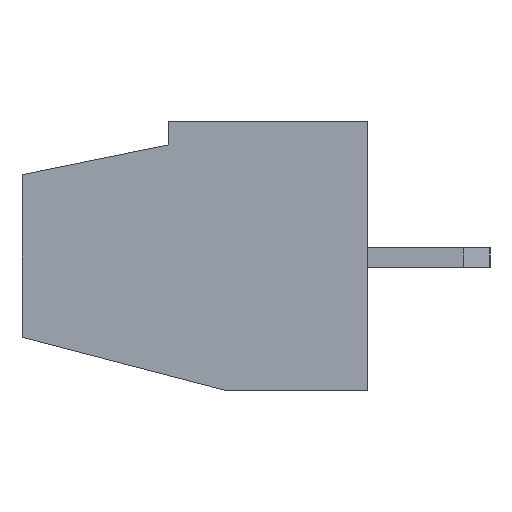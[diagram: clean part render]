
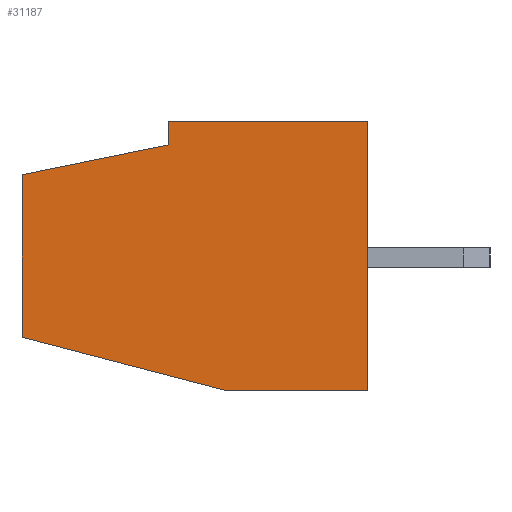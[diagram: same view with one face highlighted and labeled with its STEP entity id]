
A CAD part, left-side view. The second image highlights one B-rep face of the part: STEP entity #31187.
In plain terms, the highlighted planar face has unit normal (-1, 0, 0).
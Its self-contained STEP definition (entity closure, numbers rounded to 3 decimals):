
#54 = CARTESIAN_POINT ( 'NONE',  ( -2.54, 10.4, 4.1 ) ) ;
#477 = LINE ( 'NONE', #20507, #32869 ) ;
#514 = CARTESIAN_POINT ( 'NONE',  ( -2.54, 6., 3.4 ) ) ;
#2511 = CARTESIAN_POINT ( 'NONE',  ( -2.54, 4.26, -4. ) ) ;
#2688 = ORIENTED_EDGE ( 'NONE', *, *, #28961, .T. ) ;
#3004 = DIRECTION ( 'NONE',  ( 0., 0., 1. ) ) ;
#3550 = LINE ( 'NONE', #20236, #8864 ) ;
#5325 = CARTESIAN_POINT ( 'NONE',  ( -2.54, 10.4, -2.4 ) ) ;
#5521 = ORIENTED_EDGE ( 'NONE', *, *, #32216, .T. ) ;
#5527 = VERTEX_POINT ( 'NONE', #27087 ) ;
#6400 = VERTEX_POINT ( 'NONE', #7265 ) ;
#7265 = CARTESIAN_POINT ( 'NONE',  ( -2.54, 0., 4.1 ) ) ;
#7514 = VERTEX_POINT ( 'NONE', #18231 ) ;
#8048 = AXIS2_PLACEMENT_3D ( 'NONE', #21688, #33150, #24287 ) ;
#8604 = VERTEX_POINT ( 'NONE', #514 ) ;
#8864 = VECTOR ( 'NONE', #3004, 1000. ) ;
#9290 = ORIENTED_EDGE ( 'NONE', *, *, #33740, .F. ) ;
#9793 = CARTESIAN_POINT ( 'NONE',  ( -2.54, 6., 3.4 ) ) ;
#9831 = LINE ( 'NONE', #35563, #35377 ) ;
#11346 = EDGE_CURVE ( 'NONE', #8604, #29778, #18505, .T. ) ;
#11897 = VECTOR ( 'NONE', #16085, 1000. ) ;
#13462 = ORIENTED_EDGE ( 'NONE', *, *, #34156, .F. ) ;
#13888 = VECTOR ( 'NONE', #33869, 1000. ) ;
#14920 = EDGE_CURVE ( 'NONE', #29778, #6400, #31379, .T. ) ;
#15041 = CARTESIAN_POINT ( 'NONE',  ( -2.54, 6., 4.1 ) ) ;
#15565 = FACE_OUTER_BOUND ( 'NONE', #32926, .T. ) ;
#16085 = DIRECTION ( 'NONE',  ( 0., 0., 1. ) ) ;
#17038 = ORIENTED_EDGE ( 'NONE', *, *, #14920, .F. ) ;
#17510 = EDGE_CURVE ( 'NONE', #21367, #5527, #28307, .T. ) ;
#18231 = CARTESIAN_POINT ( 'NONE',  ( -2.54, 0., -4. ) ) ;
#18375 = DIRECTION ( 'NONE',  ( 0., 0., 1. ) ) ;
#18505 = LINE ( 'NONE', #9793, #11897 ) ;
#20236 = CARTESIAN_POINT ( 'NONE',  ( -2.54, 10.4, 4.1 ) ) ;
#20507 = CARTESIAN_POINT ( 'NONE',  ( -2.54, 10.4, -4. ) ) ;
#21367 = VERTEX_POINT ( 'NONE', #2511 ) ;
#21688 = CARTESIAN_POINT ( 'NONE',  ( -2.54, 10.4, 4.1 ) ) ;
#21763 = ORIENTED_EDGE ( 'NONE', *, *, #11346, .F. ) ;
#21765 = DIRECTION ( 'NONE',  ( 0., -0.98, 0.2 ) ) ;
#23107 = VECTOR ( 'NONE', #21765, 1000. ) ;
#24287 = DIRECTION ( 'NONE',  ( 0., 0., -1. ) ) ;
#24519 = VECTOR ( 'NONE', #28402, 1000. ) ;
#26260 = DIRECTION ( 'NONE',  ( 0., -1., 0. ) ) ;
#27087 = CARTESIAN_POINT ( 'NONE',  ( -2.54, 10.4, -2.4 ) ) ;
#28307 = LINE ( 'NONE', #5325, #13888 ) ;
#28402 = DIRECTION ( 'NONE',  ( 0., -1., 0. ) ) ;
#28961 = EDGE_CURVE ( 'NONE', #21367, #7514, #477, .T. ) ;
#29778 = VERTEX_POINT ( 'NONE', #15041 ) ;
#29836 = PLANE ( 'NONE',  #8048 ) ;
#30292 = CARTESIAN_POINT ( 'NONE',  ( -2.54, 10.4, 2.5 ) ) ;
#31187 = ADVANCED_FACE ( 'NONE', ( #15565 ), #29836, .F. ) ;
#31379 = LINE ( 'NONE', #54, #24519 ) ;
#32216 = EDGE_CURVE ( 'NONE', #7514, #6400, #9831, .T. ) ;
#32869 = VECTOR ( 'NONE', #26260, 1000. ) ;
#32926 = EDGE_LOOP ( 'NONE', ( #17038, #21763, #9290, #13462, #33308, #2688, #5521 ) ) ;
#33150 = DIRECTION ( 'NONE',  ( 1., 0., 0. ) ) ;
#33308 = ORIENTED_EDGE ( 'NONE', *, *, #17510, .F. ) ;
#33740 = EDGE_CURVE ( 'NONE', #34195, #8604, #35808, .T. ) ;
#33869 = DIRECTION ( 'NONE',  ( 0., 0.968, 0.252 ) ) ;
#34156 = EDGE_CURVE ( 'NONE', #5527, #34195, #3550, .T. ) ;
#34195 = VERTEX_POINT ( 'NONE', #34302 ) ;
#34302 = CARTESIAN_POINT ( 'NONE',  ( -2.54, 10.4, 2.5 ) ) ;
#35377 = VECTOR ( 'NONE', #18375, 1000. ) ;
#35563 = CARTESIAN_POINT ( 'NONE',  ( -2.54, 0., 4.1 ) ) ;
#35808 = LINE ( 'NONE', #30292, #23107 ) ;
